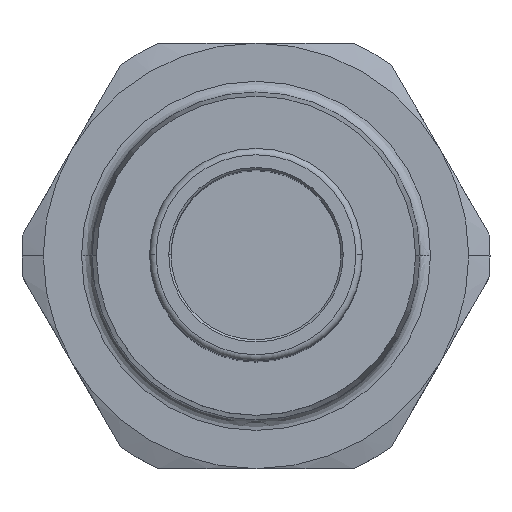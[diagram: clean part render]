
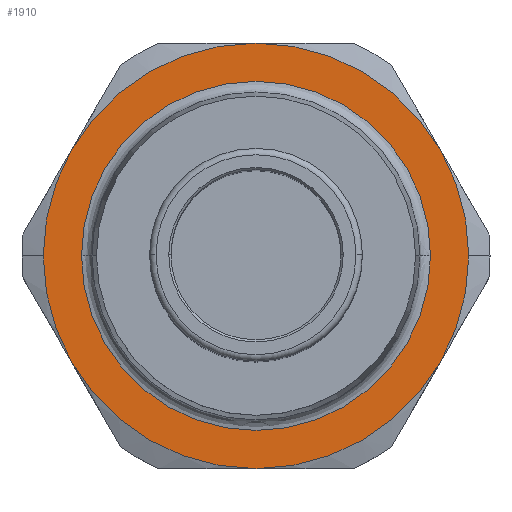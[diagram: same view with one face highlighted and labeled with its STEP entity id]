
A CAD part, top view. The second image highlights one B-rep face of the part: STEP entity #1910.
In plain terms, the highlighted planar face has unit normal (0, 0, 1).
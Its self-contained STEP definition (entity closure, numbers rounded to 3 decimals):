
#347=CARTESIAN_POINT('',(10.,0.,-13.9));
#348=VERTEX_POINT('',#347);
#364=CARTESIAN_POINT('',(8.66,5.,-13.9));
#365=VERTEX_POINT('',#364);
#379=CARTESIAN_POINT('',(0.,0.,-13.9));
#380=DIRECTION('',(0.0,0.0,1.0));
#381=DIRECTION('',(-1.0,0.0,0.0));
#382=AXIS2_PLACEMENT_3D('',#379,#380,#381);
#383=CIRCLE('',#382,10.);
#384=EDGE_CURVE('',#348,#365,#383,.T.);
#780=CARTESIAN_POINT('',(-8.204,0.,-13.9));
#781=VERTEX_POINT('',#780);
#790=CARTESIAN_POINT('',(8.204,0.,-13.9));
#791=VERTEX_POINT('',#790);
#799=CARTESIAN_POINT('',(0.,0.,-13.9));
#800=DIRECTION('',(0.0,0.0,1.0));
#801=DIRECTION('',(1.0,0.0,0.0));
#802=AXIS2_PLACEMENT_3D('',#799,#800,#801);
#803=CIRCLE('',#802,8.204);
#804=EDGE_CURVE('',#791,#781,#803,.T.);
#863=CARTESIAN_POINT('',(-10.,0.,-13.9));
#864=VERTEX_POINT('',#863);
#873=CARTESIAN_POINT('',(-8.66,5.,-13.9));
#874=VERTEX_POINT('',#873);
#875=CARTESIAN_POINT('',(0.,0.,-13.9));
#876=DIRECTION('',(0.0,0.0,1.0));
#877=DIRECTION('',(-1.0,0.0,0.0));
#878=AXIS2_PLACEMENT_3D('',#875,#876,#877);
#879=CIRCLE('',#878,10.);
#880=EDGE_CURVE('',#874,#864,#879,.T.);
#1333=CARTESIAN_POINT('',(0.,10.,-13.9));
#1334=VERTEX_POINT('',#1333);
#1348=CARTESIAN_POINT('',(0.,0.,-13.9));
#1349=DIRECTION('',(0.0,0.0,1.0));
#1350=DIRECTION('',(-1.0,0.0,0.0));
#1351=AXIS2_PLACEMENT_3D('',#1348,#1349,#1350);
#1352=CIRCLE('',#1351,10.);
#1353=EDGE_CURVE('',#365,#1334,#1352,.T.);
#1390=CARTESIAN_POINT('',(0.,0.,-13.9));
#1391=DIRECTION('',(0.0,0.0,1.0));
#1392=DIRECTION('',(-1.0,0.0,0.0));
#1393=AXIS2_PLACEMENT_3D('',#1390,#1391,#1392);
#1394=CIRCLE('',#1393,10.);
#1395=EDGE_CURVE('',#1334,#874,#1394,.T.);
#1468=CARTESIAN_POINT('',(-8.66,-5.,-13.9));
#1469=VERTEX_POINT('',#1468);
#1483=CARTESIAN_POINT('',(0.,0.,-13.9));
#1484=DIRECTION('',(0.0,0.0,1.0));
#1485=DIRECTION('',(-1.0,0.0,0.0));
#1486=AXIS2_PLACEMENT_3D('',#1483,#1484,#1485);
#1487=CIRCLE('',#1486,10.);
#1488=EDGE_CURVE('',#864,#1469,#1487,.T.);
#1565=CARTESIAN_POINT('',(8.66,-5.,-13.9));
#1566=VERTEX_POINT('',#1565);
#1657=CARTESIAN_POINT('',(0.,-10.,-13.9));
#1658=VERTEX_POINT('',#1657);
#1843=CARTESIAN_POINT('',(0.,0.,-13.9));
#1844=DIRECTION('',(0.0,0.0,1.0));
#1845=DIRECTION('',(1.0,0.0,0.0));
#1846=AXIS2_PLACEMENT_3D('',#1843,#1844,#1845);
#1847=CIRCLE('',#1846,8.204);
#1848=EDGE_CURVE('',#781,#791,#1847,.T.);
#1873=CARTESIAN_POINT('',(0.,0.,-13.9));
#1874=DIRECTION('',(0.0,0.0,-1.0));
#1875=DIRECTION('',(1.0,0.0,0.0));
#1876=AXIS2_PLACEMENT_3D('',#1873,#1874,#1875);
#1877=PLANE('',#1876);
#1878=ORIENTED_EDGE('',*,*,#1395,.T.);
#1879=ORIENTED_EDGE('',*,*,#880,.T.);
#1880=ORIENTED_EDGE('',*,*,#1488,.T.);
#1881=CARTESIAN_POINT('',(0.,0.,-13.9));
#1882=DIRECTION('',(0.0,0.0,1.0));
#1883=DIRECTION('',(-1.0,0.0,0.0));
#1884=AXIS2_PLACEMENT_3D('',#1881,#1882,#1883);
#1885=CIRCLE('',#1884,10.);
#1886=EDGE_CURVE('',#1469,#1658,#1885,.T.);
#1887=ORIENTED_EDGE('',*,*,#1886,.T.);
#1888=CARTESIAN_POINT('',(0.,0.,-13.9));
#1889=DIRECTION('',(0.0,0.0,1.0));
#1890=DIRECTION('',(-1.0,0.0,0.0));
#1891=AXIS2_PLACEMENT_3D('',#1888,#1889,#1890);
#1892=CIRCLE('',#1891,10.);
#1893=EDGE_CURVE('',#1658,#1566,#1892,.T.);
#1894=ORIENTED_EDGE('',*,*,#1893,.T.);
#1895=CARTESIAN_POINT('',(0.,0.,-13.9));
#1896=DIRECTION('',(0.0,0.0,1.0));
#1897=DIRECTION('',(-1.0,0.0,0.0));
#1898=AXIS2_PLACEMENT_3D('',#1895,#1896,#1897);
#1899=CIRCLE('',#1898,10.);
#1900=EDGE_CURVE('',#1566,#348,#1899,.T.);
#1901=ORIENTED_EDGE('',*,*,#1900,.T.);
#1902=ORIENTED_EDGE('',*,*,#384,.T.);
#1903=ORIENTED_EDGE('',*,*,#1353,.T.);
#1904=EDGE_LOOP('',(#1878,#1879,#1880,#1887,#1894,#1901,#1902,#1903));
#1905=FACE_OUTER_BOUND('',#1904,.T.);
#1906=ORIENTED_EDGE('',*,*,#1848,.F.);
#1907=ORIENTED_EDGE('',*,*,#804,.F.);
#1908=EDGE_LOOP('',(#1906,#1907));
#1909=FACE_BOUND('',#1908,.T.);
#1910=ADVANCED_FACE('',(#1905,#1909),#1877,.F.);
